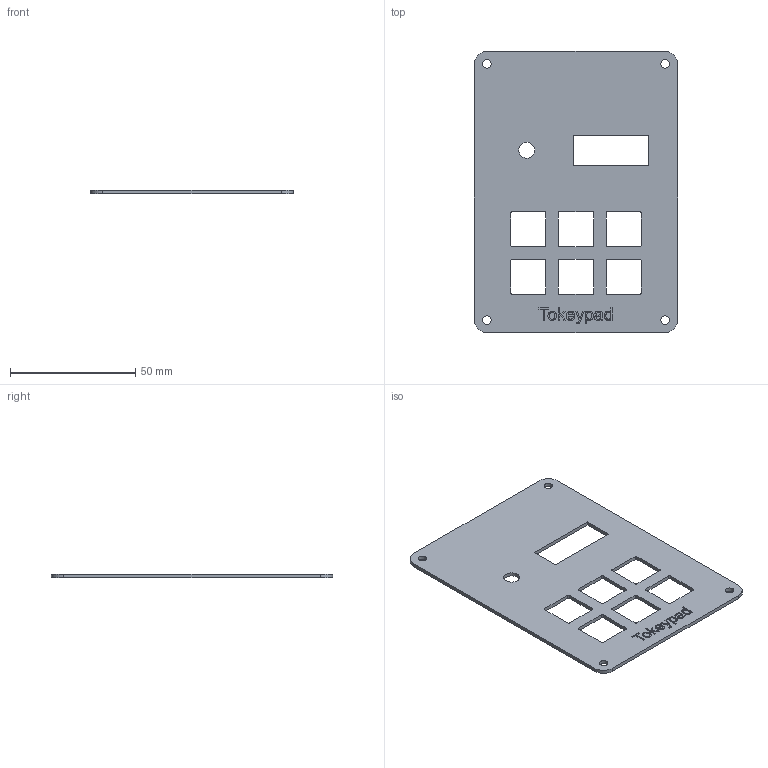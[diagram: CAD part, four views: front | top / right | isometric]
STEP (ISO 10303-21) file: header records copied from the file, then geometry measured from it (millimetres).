
FILE_DESCRIPTION(/* description */ (''),/* implementation_level */ '2;1');
FILE_NAME(/* name */ 'Case_top.step',/* time_stamp */ '2025-12-25T23:35:41-05:00',/* author */ (''),/* organization */ (''),/* preprocessor_version */ 'ST-DEVELOPER v20.1',/* originating_system */ 'Autodesk Translation Framework v14.21.0.0',/* authorisation */ '');
FILE_SCHEMA (('AUTOMOTIVE_DESIGN { 1 0 10303 214 3 1 1 }'));
Length unit declared in the file: millimetre
Products named in the file (1): 2025-12-23-17-47-56-657
Bounding box: 81.2 x 112.4 x 1.5 mm (x, y, z)
Volume: 11238.8 mm3; surface area: 16340.6 mm2
Topology: 1 solids, 1 shells, 237 faces, 666 edges, 444 vertices
Faces by surface type: bspline 113, plane 91, cylinder 33
Full cylindrical faces by diameter (mm): 3.4 x4, 6.4 x1
Entity records: 8757 total; most frequent: CARTESIAN_POINT 3269, ORIENTED_EDGE 1332, DIRECTION 756, EDGE_CURVE 666, VERTEX_POINT 444, LINE 374, VECTOR 374, EDGE_LOOP 274
